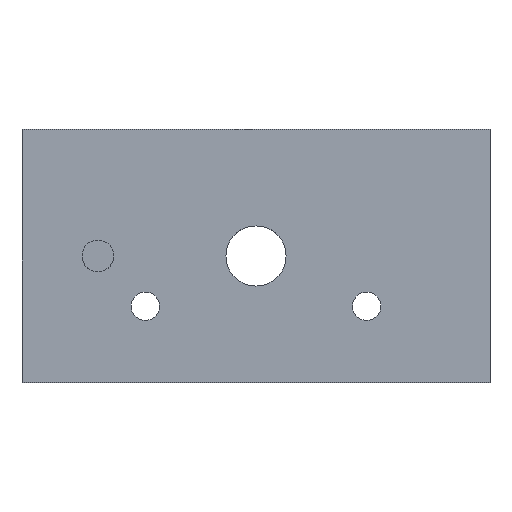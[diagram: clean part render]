
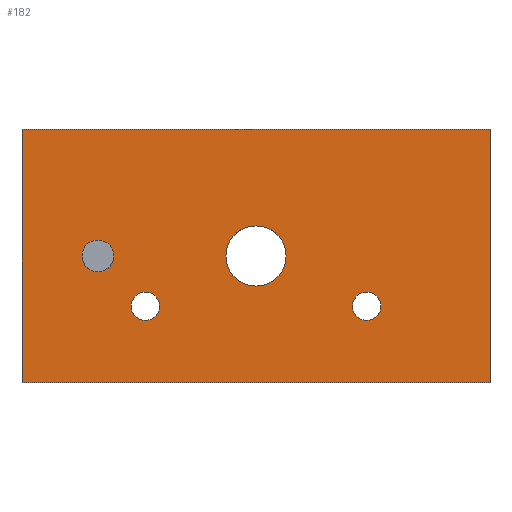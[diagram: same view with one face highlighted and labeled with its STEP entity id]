
A CAD part, top view. The second image highlights one B-rep face of the part: STEP entity #182.
In plain terms, the highlighted planar face has unit normal (0, 0, 1).
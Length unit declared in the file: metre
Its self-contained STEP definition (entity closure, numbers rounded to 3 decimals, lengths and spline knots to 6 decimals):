
#12=CIRCLE('',#203,0.00475);
#14=CIRCLE('',#206,0.00225);
#16=CIRCLE('',#209,0.00225);
#18=CIRCLE('',#213,0.0025);
#46=ORIENTED_EDGE('',*,*,#82,.F.);
#47=ORIENTED_EDGE('',*,*,#78,.F.);
#48=ORIENTED_EDGE('',*,*,#76,.F.);
#49=ORIENTED_EDGE('',*,*,#74,.F.);
#50=ORIENTED_EDGE('',*,*,#66,.F.);
#51=ORIENTED_EDGE('',*,*,#70,.T.);
#52=ORIENTED_EDGE('',*,*,#73,.T.);
#53=ORIENTED_EDGE('',*,*,#81,.F.);
#66=EDGE_CURVE('',#86,#87,#102,.T.);
#70=EDGE_CURVE('',#86,#89,#106,.T.);
#73=EDGE_CURVE('',#89,#91,#109,.T.);
#74=EDGE_CURVE('',#92,#92,#12,.T.);
#76=EDGE_CURVE('',#94,#94,#14,.T.);
#78=EDGE_CURVE('',#96,#96,#16,.T.);
#81=EDGE_CURVE('',#87,#91,#111,.T.);
#82=EDGE_CURVE('',#98,#98,#18,.T.);
#86=VERTEX_POINT('',#276);
#87=VERTEX_POINT('',#278);
#89=VERTEX_POINT('',#284);
#91=VERTEX_POINT('',#290);
#92=VERTEX_POINT('',#294);
#94=VERTEX_POINT('',#299);
#96=VERTEX_POINT('',#304);
#98=VERTEX_POINT('',#312);
#102=LINE('',#277,#114);
#106=LINE('',#285,#118);
#109=LINE('',#291,#121);
#111=LINE('',#309,#123);
#114=VECTOR('',#224,1.);
#118=VECTOR('',#230,1.);
#121=VECTOR('',#235,1.);
#123=VECTOR('',#257,1.);
#134=EDGE_LOOP('',(#46));
#135=EDGE_LOOP('',(#47));
#136=EDGE_LOOP('',(#48));
#137=EDGE_LOOP('',(#49));
#138=EDGE_LOOP('',(#50,#51,#52,#53));
#156=FACE_BOUND('',#134,.T.);
#157=FACE_BOUND('',#135,.T.);
#158=FACE_BOUND('',#136,.T.);
#159=FACE_BOUND('',#137,.T.);
#160=FACE_BOUND('',#138,.T.);
#172=PLANE('',#212);
#182=ADVANCED_FACE('',(#156,#157,#158,#159,#160),#172,.T.);
#203=AXIS2_PLACEMENT_3D('',#293,#238,#239);
#206=AXIS2_PLACEMENT_3D('',#298,#244,#245);
#209=AXIS2_PLACEMENT_3D('',#303,#250,#251);
#212=AXIS2_PLACEMENT_3D('',#310,#258,#259);
#213=AXIS2_PLACEMENT_3D('',#311,#260,#261);
#224=DIRECTION('',(1.,0.,0.));
#230=DIRECTION('',(0.,-1.,0.));
#235=DIRECTION('',(1.,0.,0.));
#238=DIRECTION('',(0.,0.,1.));
#239=DIRECTION('',(1.,0.,0.));
#244=DIRECTION('',(0.,0.,1.));
#245=DIRECTION('',(1.,0.,0.));
#250=DIRECTION('',(0.,0.,1.));
#251=DIRECTION('',(1.,0.,0.));
#257=DIRECTION('',(0.,-1.,0.));
#258=DIRECTION('',(0.,0.,1.));
#259=DIRECTION('',(1.,0.,0.));
#260=DIRECTION('',(0.,0.,1.));
#261=DIRECTION('',(1.,0.,0.));
#276=CARTESIAN_POINT('',(-0.037,0.02,0.003));
#277=CARTESIAN_POINT('',(0.,0.02,0.003));
#278=CARTESIAN_POINT('',(0.037,0.02,0.003));
#284=CARTESIAN_POINT('',(-0.037,-0.02,0.003));
#285=CARTESIAN_POINT('',(-0.037,0.,0.003));
#290=CARTESIAN_POINT('',(0.037,-0.02,0.003));
#291=CARTESIAN_POINT('',(0.,-0.02,0.003));
#293=CARTESIAN_POINT('',(0.,0.,0.003));
#294=CARTESIAN_POINT('',(0.00475,0.,0.003));
#298=CARTESIAN_POINT('',(0.0175,-0.00795,0.003));
#299=CARTESIAN_POINT('',(0.01975,-0.00795,0.003));
#303=CARTESIAN_POINT('',(-0.0175,-0.00795,0.003));
#304=CARTESIAN_POINT('',(-0.01525,-0.00795,0.003));
#309=CARTESIAN_POINT('',(0.037,0.,0.003));
#310=CARTESIAN_POINT('',(0.,0.,0.003));
#311=CARTESIAN_POINT('',(-0.025,0.,0.003));
#312=CARTESIAN_POINT('',(-0.0225,0.,0.003));
